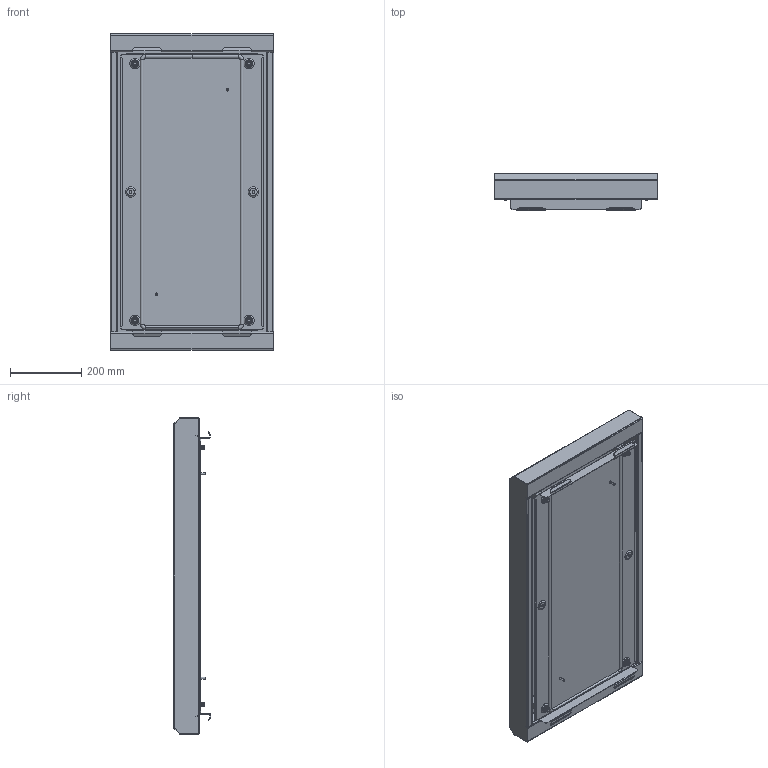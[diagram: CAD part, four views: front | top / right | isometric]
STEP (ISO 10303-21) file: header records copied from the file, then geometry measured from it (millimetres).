
FILE_DESCRIPTION (( 'STEP AP214' ), '1' );
FILE_NAME ('624.801.STEP', '2024-09-25T09:00:56', ( '' ), ( '' ), 'SwSTEP 2.0', 'SolidWorks 2021', '' );
FILE_SCHEMA (( 'AUTOMOTIVE_DESIGN' ));
Length unit declared in the file: millimetre
Products named in the file (8): Ãàñêåòèíã êðûøè ÌÊ-20 W400D800; Øïèëüêà ïðèâàðíàÿ Ì6õ16; 624.800; 620.801-02; 624.801-01; Êðûøà W400D800; Ïðîñòàâêà; 624.801
Assembly tree (12 placements, depth 3):
  624.801
    624.801-01
    620.801-02  x2
    Ïðîñòàâêà  x4
    624.800
      Êðûøà W400D800
      Ãàñêåòèíã êðûøè ÌÊ-20 W400D800
      Øïèëüêà ïðèâàðíàÿ Ì6õ16  x2
Bounding box: 458 x 103.7 x 886 mm (x, y, z)
Volume: 1769476.1 mm3; surface area: 2149792 mm2
Topology: 11 solids, 11 shells, 665 faces, 1631 edges, 1000 vertices
Faces by surface type: cylinder 302, plane 279, cone 44, bspline 36, torus 4
Entity records: 15482 total; most frequent: CARTESIAN_POINT 6004, DIRECTION 1923, ORIENTED_EDGE 1902, EDGE_CURVE 951, AXIS2_PLACEMENT_3D 686, VERTEX_POINT 566, LINE 551, VECTOR 551
